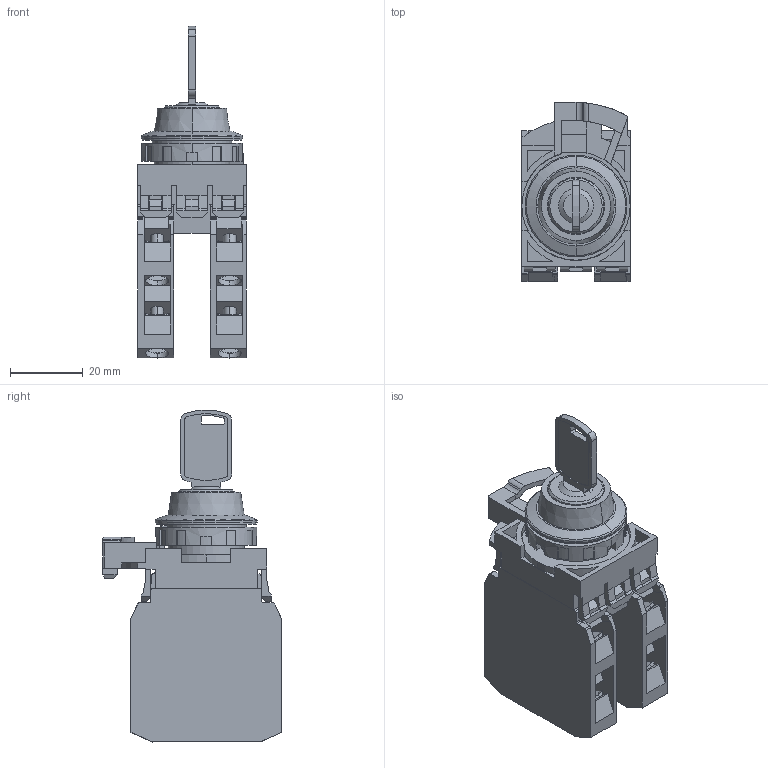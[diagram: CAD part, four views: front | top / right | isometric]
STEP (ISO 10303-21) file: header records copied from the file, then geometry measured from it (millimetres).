
FILE_DESCRIPTION (( 'STEP AP203' ), '1' );
FILE_NAME ('OUTSIDE-CW#K-E22_40.STEP', '2014-07-15T09:45:43', ( 'IDEC' ), ( '' ), 'SwSTEP 2.0', 'SolidWorks 2012', '' );
FILE_SCHEMA (( 'CONFIG_CONTROL_DESIGN' ));
Length unit declared in the file: millimetre
Products named in the file (7): OUTSIDE-CW#K-E22_40; OUTSIDE-YW-EW仩仩; OUTSIDE-CW-LOCK-NUT; OUTSIDE-CW-CB-DUMMY; OUTSIDE-CW-CN; OUTSIDE-CW-HANDLE-K; OUTSIDE-CW-KS-BODY
Assembly tree (7 placements, depth 2):
  OUTSIDE-CW#K-E22_40
    OUTSIDE-CW-KS-BODY
    OUTSIDE-CW-HANDLE-K
    OUTSIDE-CW-CN
    OUTSIDE-CW-CB-DUMMY
    OUTSIDE-CW-LOCK-NUT
    OUTSIDE-YW-EW仩仩  x2
Bounding box: 30 x 49.2 x 91.4 mm (x, y, z)
Volume: 48063 mm3; surface area: 30375.5 mm2
Topology: 7 solids, 7 shells, 1355 faces, 3621 edges, 2312 vertices
Faces by surface type: plane 936, cylinder 311, bspline 66, cone 42
Entity records: 29350 total; most frequent: CARTESIAN_POINT 6208, ORIENTED_EDGE 4842, DIRECTION 4457, EDGE_CURVE 2421, LINE 1763, VECTOR 1763, VERTEX_POINT 1552, AXIS2_PLACEMENT_3D 1347
